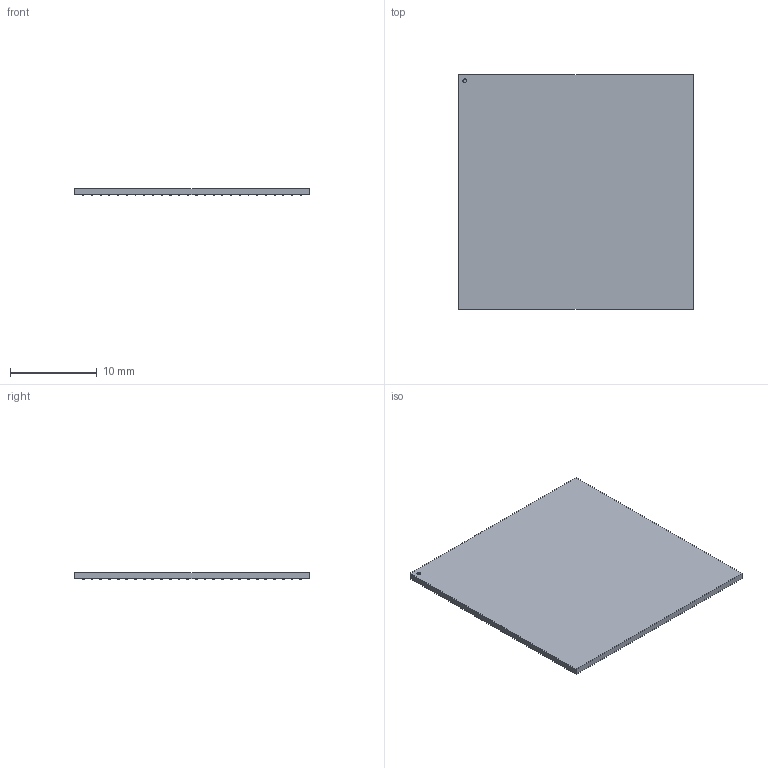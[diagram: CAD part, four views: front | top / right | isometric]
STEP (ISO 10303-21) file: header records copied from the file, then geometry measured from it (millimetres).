
FILE_DESCRIPTION(/* description */ ('model of BGA-672_27.0x27.0mm_Layout26x26_P1.0mm_Ball0.6mm_Pad0.5mm_NSMD'),/* implementation_level */ '2;1');
FILE_NAME(/* name */ 'BGA-672_27.0x27.0mm_Layout26x26_P1.0mm_Ball0.6mm_Pad0.5mm_NSMD.step',/* time_stamp */ '2018-11-07T22:16:54',/* author */ ('kicad StepUp','ksu'),/* organization */ ('FreeCAD'),/* preprocessor_version */ 'OCC',/* originating_system */ 'kicad StepUp',/* authorisation */ '');
FILE_SCHEMA(('AUTOMOTIVE_DESIGN { 1 0 10303 214 1 1 1 1 }'));
Length unit declared in the file: millimetre
Products named in the file (1): BGA_672_270x270mm_Layout26x26_P10mm_Ball06mm_Pad05mm_NSMD
Bounding box: 27 x 27 x 0.77 mm (x, y, z)
Volume: 528.7 mm3; surface area: 1537.1 mm2
Topology: 1 solids, 1 shells, 108 faces, 315 edges, 210 vertices
Faces by surface type: sphere 100, plane 7, cylinder 1
Full cylindrical faces by diameter (mm): 0.4 x1
Entity records: 3971 total; most frequent: DIRECTION 635, CARTESIAN_POINT 534, ORIENTED_EDGE 430, AXIS2_PLACEMENT_3D 311, EDGE_CURVE 215, VERTEX_POINT 210, FACE_BOUND 209, EDGE_LOOP 209
